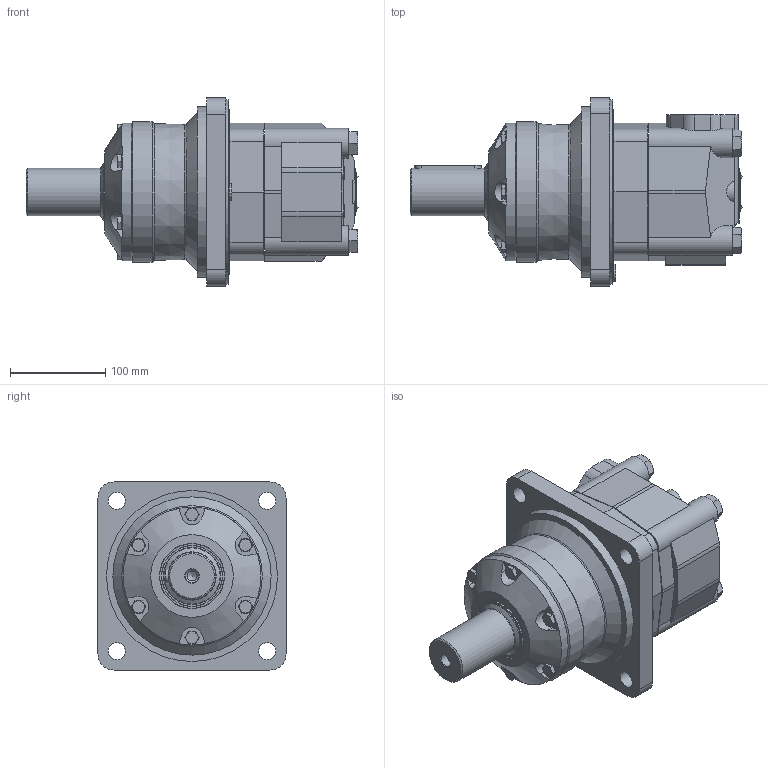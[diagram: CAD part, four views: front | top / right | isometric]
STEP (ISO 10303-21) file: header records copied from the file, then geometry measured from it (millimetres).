
FILE_DESCRIPTION(/* description */ ('STEP AP214'),/* implementation_level */ '2;1');
FILE_NAME(/* name */ 'MVW500CUP',/* time_stamp */ '2023-03-08T15:45:31+01:00',/* author */ ('License CC BY-ND 4.0'),/* organization */ ('CADENAS'),/* preprocessor_version */ 'ST-DEVELOPER v18.102',/* originating_system */ 'PARTsolutions',/* authorisation */ ' ');
FILE_SCHEMA (('AP203_CONFIGURATION_CONTROLLED_3D_DESIGN_OF_MECHANICAL_PARTS_AND_ASSEMBLIES_MIM_LF { 1 0 10303 203 3 1 4 }','AUTOMOTIVE_DESIGN {1 0 10303 214 3 1 1}'));
Length unit declared in the file: millimetre
Products named in the file (6): MVW500CUP; Hexagon bolt DIN 931-1 M16x1000; MVP; MV500D; MV-CSH_W; MVWFL
Assembly tree (8 placements, depth 2):
  MVW500CUP
    Hexagon bolt DIN 931-1 M16x1000  x4
    MVP
    MV500D
    MV-CSH_W
    MVWFL
Bounding box: 349.3 x 198 x 198 mm (x, y, z)
Volume: 5190665.7 mm3; surface area: 412496.9 mm2
Topology: 8 solids, 8 shells, 558 faces, 1306 edges, 819 vertices
Faces by surface type: plane 299, cylinder 142, cone 104, torus 9, sphere 4
Full cylindrical faces by diameter (mm): 7 x2, 8 x1, 10.106 x5, 13 x6, 13.835 x4, 14 x3, 14.8 x2, 15 x4, 16 x4, 16.2 x4, 16.3 x4, 16.8 x4, 17 x5, 18 x5, 18.4 x4, 22 x1, 30.291 x2, 50 x1, 60 x2, 120 x2, 125.5 x1, 145 x1, 148 x1, 180 x1, 194 x1
Entity records: 13935 total; most frequent: CARTESIAN_POINT 2765, DIRECTION 2316, ORIENTED_EDGE 2078, EDGE_CURVE 1039, AXIS2_PLACEMENT_3D 902, VERTEX_POINT 727, FACE_BOUND 698, EDGE_LOOP 686
